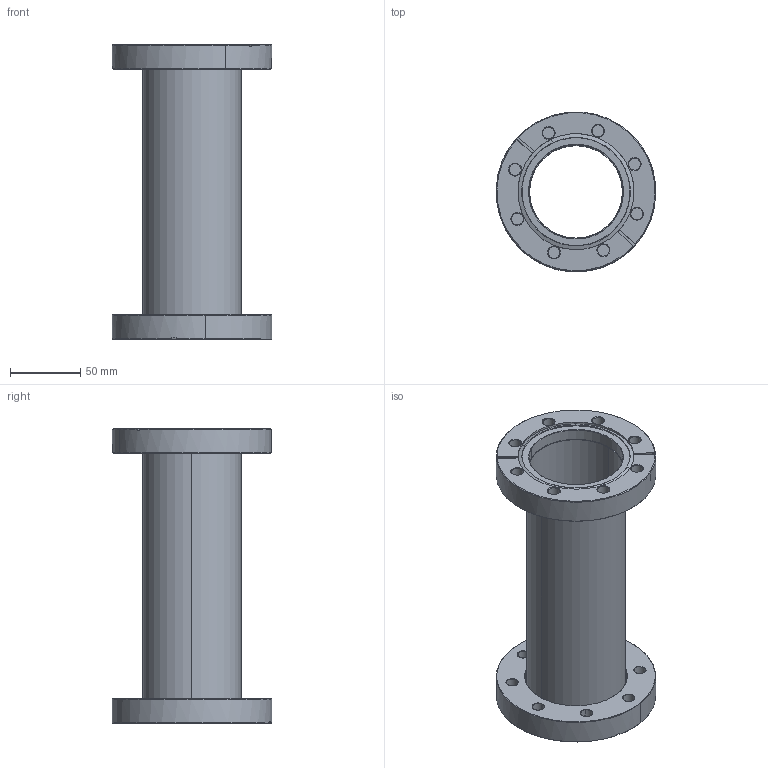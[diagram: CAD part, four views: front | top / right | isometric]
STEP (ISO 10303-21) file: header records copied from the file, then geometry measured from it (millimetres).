
FILE_DESCRIPTION (( 'STEP AP214' ), '1' );
FILE_NAME ('Hositrad_FS63-70R-FullNipple.STEP', '2017-05-08T11:55:10', ( 'Gebruiker' ), ( '' ), 'SwSTEP 2.0', 'SolidWorks 2017', '' );
FILE_SCHEMA (( 'AUTOMOTIVE_DESIGN' ));
Length unit declared in the file: millimetre
Products named in the file (6): CF63-70-Weld; CF63-70-R; CF63-70-R-innerring; CF63-R-outerring; SF-Tubes-All_FS63-70; Hositrad_FS63-70R-FullNipple
Assembly tree (5 placements, depth 3):
  Hositrad_FS63-70R-FullNipple
    SF-Tubes-All_FS63-70
    CF63-70-R
      CF63-R-outerring
      CF63-70-R-innerring
    CF63-70-Weld
Bounding box: 113.49 x 113.49 x 209.6 mm (x, y, z)
Volume: 285730.1 mm3; surface area: 142521.7 mm2
Topology: 4 solids, 4 shells, 183 faces, 424 edges, 251 vertices
Faces by surface type: cone 101, cylinder 56, plane 26
Entity records: 5525 total; most frequent: DIRECTION 1025, CARTESIAN_POINT 903, ORIENTED_EDGE 848, EDGE_CURVE 424, AXIS2_PLACEMENT_3D 421, VERTEX_POINT 251, CIRCLE 229, EDGE_LOOP 225
